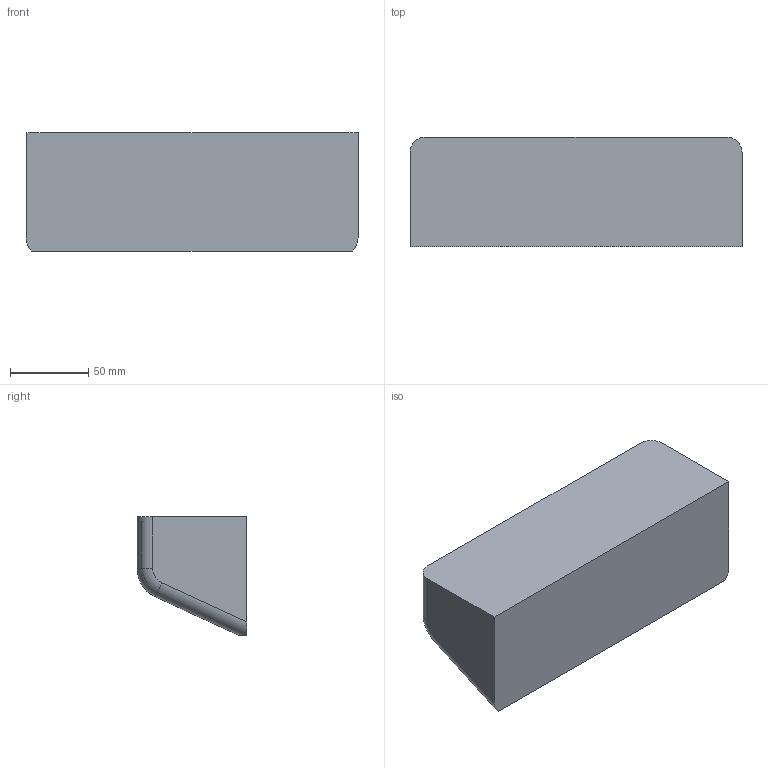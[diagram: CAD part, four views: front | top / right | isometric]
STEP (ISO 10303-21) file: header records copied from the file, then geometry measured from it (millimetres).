
FILE_DESCRIPTION (( 'STEP AP214' ), '1' );
FILE_NAME ('AssembledDashboard.STEP', '2019-06-05T03:42:00', ( 'Windows User' ), ( '' ), 'SwSTEP 2.0', 'SolidWorks 2019', '' );
FILE_SCHEMA (( 'AUTOMOTIVE_DESIGN' ));
Length unit declared in the file: millimetre
Products named in the file (3): AssembledDashboard; part_DashboardHousing; part_AnalogueGauge
Assembly tree (2 placements, depth 2):
  AssembledDashboard
    part_DashboardHousing
    part_AnalogueGauge
Bounding box: 212.57 x 70.26 x 75.85 mm (x, y, z)
Volume: 397005.3 mm3; surface area: 149900.7 mm2
Topology: 5 solids, 5 shells, 245 faces, 591 edges, 374 vertices
Faces by surface type: cylinder 134, plane 73, torus 34, bspline 4
Entity records: 7670 total; most frequent: CARTESIAN_POINT 1475, DIRECTION 1407, ORIENTED_EDGE 1182, EDGE_CURVE 591, AXIS2_PLACEMENT_3D 586, VERTEX_POINT 374, CIRCLE 340, EDGE_LOOP 303
